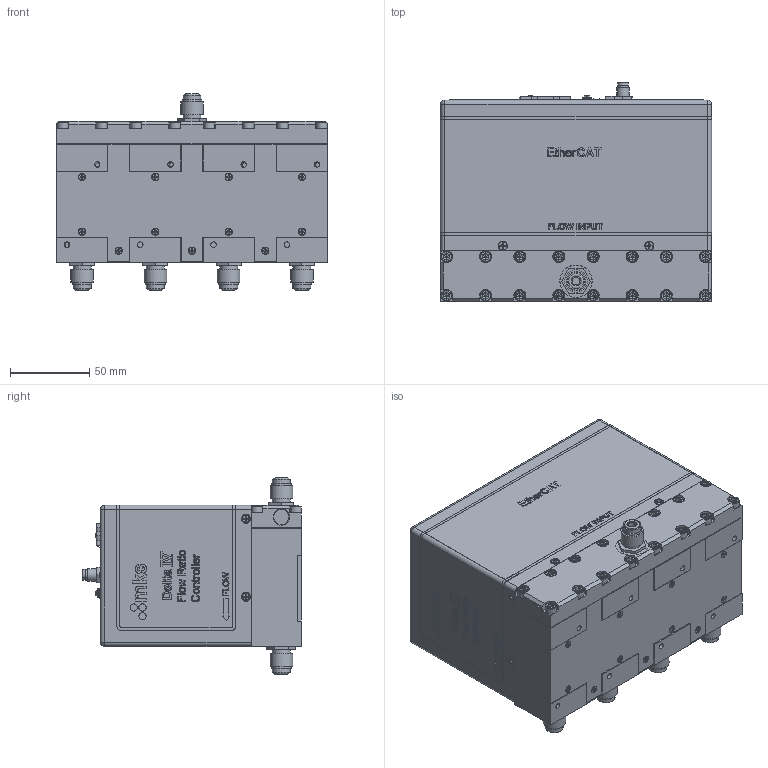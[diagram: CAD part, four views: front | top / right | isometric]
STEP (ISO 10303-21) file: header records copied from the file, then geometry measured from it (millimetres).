
FILE_DESCRIPTION (( 'STEP AP214' ), '1' );
FILE_NAME ('DLTNB4_Ecat_outline.stp', '2017-07-14T17:07:38', ( '' ), ( '' ), 'SwSTEP 2.0', 'SolidWorks 2015', '' );
FILE_SCHEMA (( 'AUTOMOTIVE_DESIGN' ));
Length unit declared in the file: inch
Products named in the file (1): DLTNB4_Ecat_outline
Bounding box: 171.27 x 138.18 x 123.85 mm (x, y, z)
Surface area: 181979.3 mm2 (no closed solid volume)
Topology: 0 solids, 213 shells, 1409 faces, 6587 edges, 5086 vertices
Faces by surface type: plane 764, bspline 326, cylinder 235, cone 80, sphere 4
Full cylindrical faces by diameter (mm): 0.635 x5, 1.905 x1, 3.302 x3, 3.454 x8, 4.369 x3, 4.572 x1, 4.75 x1, 4.775 x3, 4.953 x5, 5.563 x3, 6.325 x5, 6.35 x3, 6.858 x11, 7.62 x6, 7.747 x1, 9.525 x9, 11.328 x10, 12.192 x5, 12.7 x1, 14.288 x5, 20.32 x4, 20.396 x4
Entity records: 98710 total; most frequent: CARTESIAN_POINT 35631, ORIENTED_EDGE 8206, DIRECTION 7124, EDGE_CURVE 6104, VERTEX_POINT 5001, VECTOR 3616, LINE 3616, EDGE_LOOP 1973
